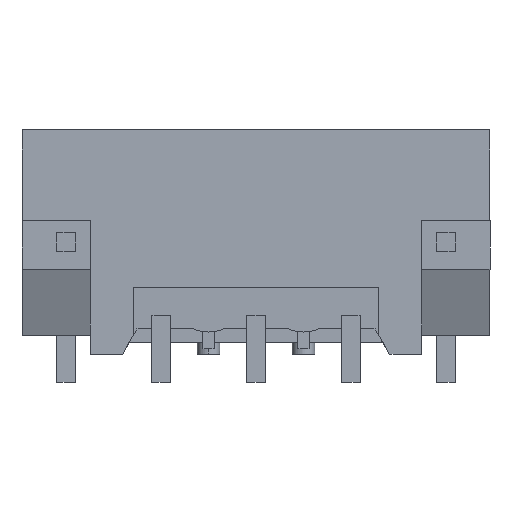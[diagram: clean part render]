
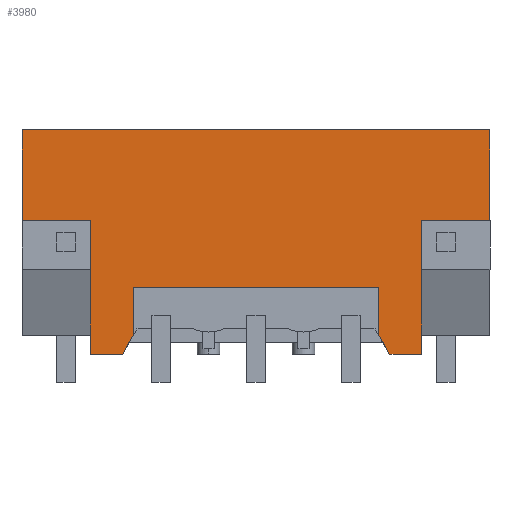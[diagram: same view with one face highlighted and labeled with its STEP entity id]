
A CAD part, front view. The second image highlights one B-rep face of the part: STEP entity #3980.
In plain terms, the highlighted planar face has unit normal (0, -1, 0).
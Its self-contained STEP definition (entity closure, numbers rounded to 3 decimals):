
#3934=AXIS2_PLACEMENT_3D('Plane Axis2P3D',#3931,#3932,#3933) ;
#1292=CARTESIAN_POINT('Vertex',(5.94,0.,2.481)) ;
#1295=CARTESIAN_POINT('Line Origine',(5.657,0.,1.991)) ;
#1299=CARTESIAN_POINT('Vertex',(5.373,0.,1.5)) ;
#1346=CARTESIAN_POINT('Line Origine',(4.517,0.,1.5)) ;
#1350=CARTESIAN_POINT('Vertex',(3.66,0.,1.5)) ;
#1391=CARTESIAN_POINT('Line Origine',(3.66,0.,5.073)) ;
#1395=CARTESIAN_POINT('Vertex',(3.66,0.,8.646)) ;
#1620=CARTESIAN_POINT('Vertex',(0.,0.,8.646)) ;
#1623=CARTESIAN_POINT('Line Origine',(0.,0.,11.073)) ;
#1627=CARTESIAN_POINT('Vertex',(0.,0.,13.5)) ;
#2608=CARTESIAN_POINT('Vertex',(25.04,0.,13.5)) ;
#2611=CARTESIAN_POINT('Line Origine',(25.04,0.,11.073)) ;
#2615=CARTESIAN_POINT('Vertex',(25.04,0.,8.646)) ;
#2844=CARTESIAN_POINT('Vertex',(21.38,0.,8.646)) ;
#2847=CARTESIAN_POINT('Line Origine',(21.38,0.,5.073)) ;
#2851=CARTESIAN_POINT('Vertex',(21.38,0.,1.5)) ;
#2886=CARTESIAN_POINT('Line Origine',(20.71,0.,1.5)) ;
#2890=CARTESIAN_POINT('Vertex',(20.04,0.,1.5)) ;
#2893=CARTESIAN_POINT('Line Origine',(19.853,0.,1.5)) ;
#2897=CARTESIAN_POINT('Vertex',(19.667,0.,1.5)) ;
#2968=CARTESIAN_POINT('Line Origine',(19.383,0.,1.991)) ;
#2972=CARTESIAN_POINT('Vertex',(19.1,0.,2.481)) ;
#3916=CARTESIAN_POINT('Vertex',(5.94,0.,5.05)) ;
#3919=CARTESIAN_POINT('Line Origine',(5.94,0.,3.766)) ;
#3931=CARTESIAN_POINT('Axis2P3D Location',(-0.08,0.,1.5)) ;
#3936=CARTESIAN_POINT('Line Origine',(1.83,0.,8.646)) ;
#3941=CARTESIAN_POINT('Line Origine',(12.52,0.,5.05)) ;
#3945=CARTESIAN_POINT('Vertex',(19.1,0.,5.05)) ;
#3948=CARTESIAN_POINT('Line Origine',(19.1,0.,3.766)) ;
#3953=CARTESIAN_POINT('Line Origine',(23.21,0.,8.646)) ;
#3958=CARTESIAN_POINT('Line Origine',(12.52,0.,13.5)) ;
#1296=DIRECTION('Vector Direction',(-0.5,0.,-0.866)) ;
#1347=DIRECTION('Vector Direction',(1.,0.,0.)) ;
#1392=DIRECTION('Vector Direction',(0.,0.,1.)) ;
#1624=DIRECTION('Vector Direction',(0.,0.,1.)) ;
#2612=DIRECTION('Vector Direction',(0.,0.,1.)) ;
#2848=DIRECTION('Vector Direction',(0.,0.,1.)) ;
#2887=DIRECTION('Vector Direction',(-1.,0.,0.)) ;
#2894=DIRECTION('Vector Direction',(1.,0.,0.)) ;
#2969=DIRECTION('Vector Direction',(-0.5,0.,0.866)) ;
#3920=DIRECTION('Vector Direction',(0.,0.,-1.)) ;
#3932=DIRECTION('Axis2P3D Direction',(0.,1.,0.)) ;
#3933=DIRECTION('Axis2P3D XDirection',(0.,0.,-1.)) ;
#3937=DIRECTION('Vector Direction',(1.,0.,0.)) ;
#3942=DIRECTION('Vector Direction',(-1.,0.,0.)) ;
#3949=DIRECTION('Vector Direction',(0.,0.,1.)) ;
#3954=DIRECTION('Vector Direction',(-1.,0.,0.)) ;
#3959=DIRECTION('Vector Direction',(-1.,0.,0.)) ;
#1297=VECTOR('Line Direction',#1296,1.) ;
#1348=VECTOR('Line Direction',#1347,1.) ;
#1393=VECTOR('Line Direction',#1392,1.) ;
#1625=VECTOR('Line Direction',#1624,1.) ;
#2613=VECTOR('Line Direction',#2612,1.) ;
#2849=VECTOR('Line Direction',#2848,1.) ;
#2888=VECTOR('Line Direction',#2887,1.) ;
#2895=VECTOR('Line Direction',#2894,1.) ;
#2970=VECTOR('Line Direction',#2969,1.) ;
#3921=VECTOR('Line Direction',#3920,1.) ;
#3938=VECTOR('Line Direction',#3937,1.) ;
#3943=VECTOR('Line Direction',#3942,1.) ;
#3950=VECTOR('Line Direction',#3949,1.) ;
#3955=VECTOR('Line Direction',#3954,1.) ;
#3960=VECTOR('Line Direction',#3959,1.) ;
#3964=ORIENTED_EDGE('',*,*,#1629,.F.) ;
#3965=ORIENTED_EDGE('',*,*,#3940,.T.) ;
#3966=ORIENTED_EDGE('',*,*,#1397,.F.) ;
#3967=ORIENTED_EDGE('',*,*,#1352,.T.) ;
#3968=ORIENTED_EDGE('',*,*,#1301,.F.) ;
#3969=ORIENTED_EDGE('',*,*,#3923,.F.) ;
#3970=ORIENTED_EDGE('',*,*,#3947,.F.) ;
#3971=ORIENTED_EDGE('',*,*,#3952,.F.) ;
#3972=ORIENTED_EDGE('',*,*,#2974,.F.) ;
#3973=ORIENTED_EDGE('',*,*,#2899,.T.) ;
#3974=ORIENTED_EDGE('',*,*,#2892,.F.) ;
#3975=ORIENTED_EDGE('',*,*,#2853,.T.) ;
#3976=ORIENTED_EDGE('',*,*,#3957,.F.) ;
#3977=ORIENTED_EDGE('',*,*,#2617,.T.) ;
#3978=ORIENTED_EDGE('',*,*,#3962,.T.) ;
#3980=ADVANCED_FACE('HOUSING',(#3979),#3935,.F.) ;
#1301=EDGE_CURVE('',#1293,#1300,#1298,.T.) ;
#1352=EDGE_CURVE('',#1351,#1300,#1349,.T.) ;
#1397=EDGE_CURVE('',#1351,#1396,#1394,.T.) ;
#1629=EDGE_CURVE('',#1621,#1628,#1626,.T.) ;
#2617=EDGE_CURVE('',#2616,#2609,#2614,.T.) ;
#2853=EDGE_CURVE('',#2852,#2845,#2850,.T.) ;
#2892=EDGE_CURVE('',#2852,#2891,#2889,.T.) ;
#2899=EDGE_CURVE('',#2898,#2891,#2896,.T.) ;
#2974=EDGE_CURVE('',#2898,#2973,#2971,.T.) ;
#3923=EDGE_CURVE('',#3917,#1293,#3922,.T.) ;
#3940=EDGE_CURVE('',#1621,#1396,#3939,.T.) ;
#3947=EDGE_CURVE('',#3946,#3917,#3944,.T.) ;
#3952=EDGE_CURVE('',#2973,#3946,#3951,.T.) ;
#3957=EDGE_CURVE('',#2616,#2845,#3956,.T.) ;
#3962=EDGE_CURVE('',#2609,#1628,#3961,.T.) ;
#3963=EDGE_LOOP('',(#3964,#3965,#3966,#3967,#3968,#3969,#3970,#3971,#3972,#3973,#3974,#3975,#3976,#3977,#3978)) ;
#3979=FACE_OUTER_BOUND('',#3963,.T.) ;
#1298=LINE('Line',#1295,#1297) ;
#1349=LINE('Line',#1346,#1348) ;
#1394=LINE('Line',#1391,#1393) ;
#1626=LINE('Line',#1623,#1625) ;
#2614=LINE('Line',#2611,#2613) ;
#2850=LINE('Line',#2847,#2849) ;
#2889=LINE('Line',#2886,#2888) ;
#2896=LINE('Line',#2893,#2895) ;
#2971=LINE('Line',#2968,#2970) ;
#3922=LINE('Line',#3919,#3921) ;
#3939=LINE('Line',#3936,#3938) ;
#3944=LINE('Line',#3941,#3943) ;
#3951=LINE('Line',#3948,#3950) ;
#3956=LINE('Line',#3953,#3955) ;
#3961=LINE('Line',#3958,#3960) ;
#3935=PLANE('',#3934) ;
#1293=VERTEX_POINT('',#1292) ;
#1300=VERTEX_POINT('',#1299) ;
#1351=VERTEX_POINT('',#1350) ;
#1396=VERTEX_POINT('',#1395) ;
#1621=VERTEX_POINT('',#1620) ;
#1628=VERTEX_POINT('',#1627) ;
#2609=VERTEX_POINT('',#2608) ;
#2616=VERTEX_POINT('',#2615) ;
#2845=VERTEX_POINT('',#2844) ;
#2852=VERTEX_POINT('',#2851) ;
#2891=VERTEX_POINT('',#2890) ;
#2898=VERTEX_POINT('',#2897) ;
#2973=VERTEX_POINT('',#2972) ;
#3917=VERTEX_POINT('',#3916) ;
#3946=VERTEX_POINT('',#3945) ;
